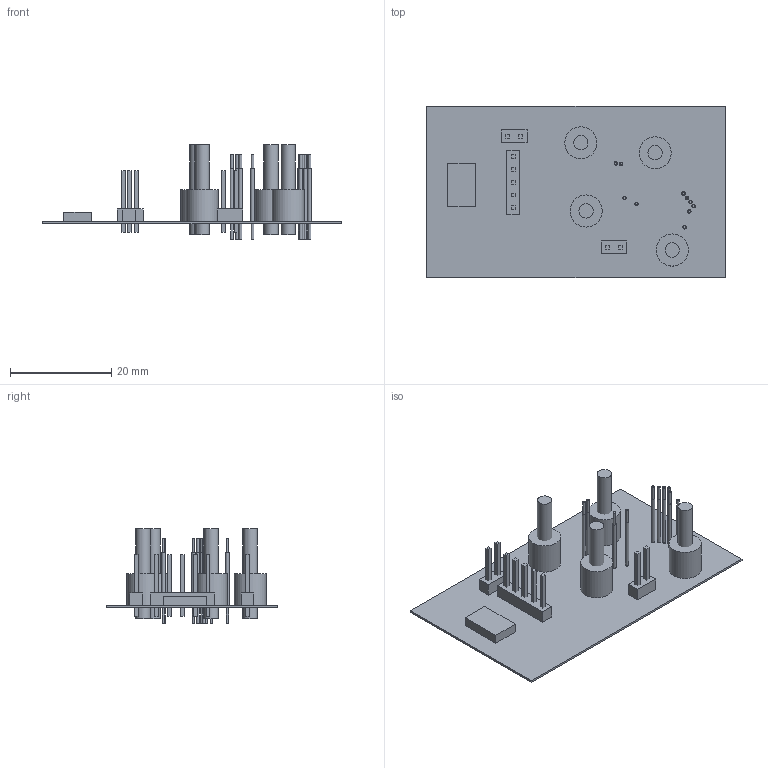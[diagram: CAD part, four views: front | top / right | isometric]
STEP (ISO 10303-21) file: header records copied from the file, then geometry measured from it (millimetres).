
FILE_DESCRIPTION(('Open CASCADE Model'),'2;1');
FILE_NAME('Open CASCADE Shape Model','2022-02-23T06:34:23',('Author'),( 'Open CASCADE'),'Open CASCADE STEP processor 6.8','Open CASCADE 6.8' ,'Unknown');
FILE_SCHEMA(('AUTOMOTIVE_DESIGN { 1 0 10303 214 1 1 1 1 }'));
Length unit declared in the file: millimetre
Products named in the file (63): PCB; Board; Open CASCADE STEP translator 6.8 2.1.1; H14; 8863202128; Cylinder; 8863210448; H13; H12; H11; P10; 8863197088; 8863210368; 8863207168; P9; P8; 8863211968; 8863201088; 8863200448; P7; 7216775616; 8863210768; 8863209568; P6; 8863198208; 8863204928; 8863204608; P5; 8934607456; 8934600656; 8934608096; P4; P3; P2; P1; J4; 7216629520; Extruded; 7216629280; J3 ...
Assembly tree (92 placements, depth 4):
  PCB
    Board
      Open CASCADE STEP translator 6.8 2.1.1
    H14
      8863202128
        Cylinder
      8863210448
        Cylinder
    H13
      8863210448
        Cylinder
      8863202128
        Cylinder
    H12
      8863202128
        Cylinder
      8863210448
        Cylinder
    H11
      8863210448
        Cylinder
      8863202128
        Cylinder
    P10
      8863197088
        Cylinder
      8863210368
        Cylinder
      8863207168
        Cylinder
    P9
      8863207168
        Cylinder
      8863210368
        Cylinder
      8863197088
        Cylinder
    P8
      8863211968
        Cylinder
      8863201088
        Cylinder
      8863200448
        Cylinder
    P7
      7216775616
        Cylinder
      8863210768
        Cylinder
      8863209568
        Cylinder
    P6
      8863198208
        Cylinder
      8863204928
        Cylinder
      8863204608
        Cylinder
    P5
      8934607456
Bounding box: 59 x 33.95 x 18.67 mm (x, y, z)
Volume: 2439.6 mm3; surface area: 6762.5 mm2
Topology: 52 solids, 52 shells, 221 faces, 351 edges, 234 vertices
Faces by surface type: plane 160, cylinder 61
Full cylindrical faces by diameter (mm): 0.5 x20, 0.51 x10, 0.69 x10, 0.9 x9, 2.845 x4, 2.946 x4, 6.35 x4
Entity records: 4351 total; most frequent: DIRECTION 654, CARTESIAN_POINT 497, ORIENTED_EDGE 360, AXIS2_PLACEMENT_3D 277, EDGE_CURVE 180, PRODUCT_DEFINITION_SHAPE 155, FACE_BOUND 150, EDGE_LOOP 150
